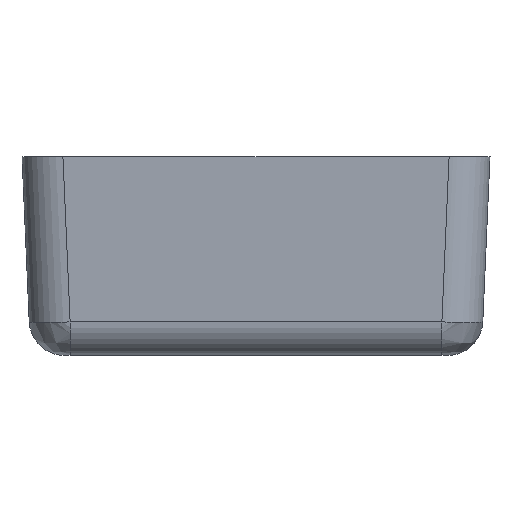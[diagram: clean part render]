
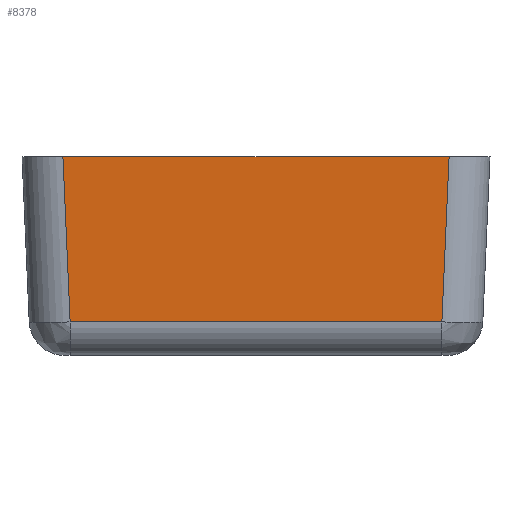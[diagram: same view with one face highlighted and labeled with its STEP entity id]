
A CAD part, left-side view. The second image highlights one B-rep face of the part: STEP entity #8378.
In plain terms, the highlighted planar face has unit normal (-0.999, 0, -0.044).
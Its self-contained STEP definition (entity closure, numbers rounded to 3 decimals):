
#8164 = VERTEX_POINT('',#8165);
#8165 = CARTESIAN_POINT('',(-34.96,-20.922,
    -14.131));
#8274 = VERTEX_POINT('',#8275);
#8275 = CARTESIAN_POINT('',(-34.96,10.85,
    -14.131));
#8291 = EDGE_CURVE('',#8164,#8274,#8292,.T.);
#8292 = LINE('',#8293,#8294);
#8293 = CARTESIAN_POINT('',(-34.96,4.964,
    -14.131));
#8294 = VECTOR('',#8295,1.);
#8295 = DIRECTION('',(0.,1.,0.));
#8378 = ADVANCED_FACE('',(#8379),#8404,.T.);
#8379 = FACE_BOUND('',#8380,.T.);
#8380 = EDGE_LOOP('',(#8381,#8382,#8390,#8398));
#8381 = ORIENTED_EDGE('',*,*,#8291,.F.);
#8382 = ORIENTED_EDGE('',*,*,#8383,.F.);
#8383 = EDGE_CURVE('',#8384,#8164,#8386,.T.);
#8384 = VERTEX_POINT('',#8385);
#8385 = CARTESIAN_POINT('',(-35.577,-21.539,0.));
#8386 = LINE('',#8387,#8388);
#8387 = CARTESIAN_POINT('',(-35.546,-21.508,
    -0.718));
#8388 = VECTOR('',#8389,1.);
#8389 = DIRECTION('',(0.044,0.044,
    -0.998));
#8390 = ORIENTED_EDGE('',*,*,#8391,.T.);
#8391 = EDGE_CURVE('',#8384,#8392,#8394,.T.);
#8392 = VERTEX_POINT('',#8393);
#8393 = CARTESIAN_POINT('',(-35.577,11.467,0.));
#8394 = LINE('',#8395,#8396);
#8395 = CARTESIAN_POINT('',(-35.577,-25.036,0.));
#8396 = VECTOR('',#8397,1.);
#8397 = DIRECTION('',(0.,1.,0.));
#8398 = ORIENTED_EDGE('',*,*,#8399,.F.);
#8399 = EDGE_CURVE('',#8274,#8392,#8400,.T.);
#8400 = LINE('',#8401,#8402);
#8401 = CARTESIAN_POINT('',(-35.508,11.398,
    -1.588));
#8402 = VECTOR('',#8403,1.);
#8403 = DIRECTION('',(-0.044,0.044,
    0.998));
#8404 = PLANE('',#8405);
#8405 = AXIS2_PLACEMENT_3D('',#8406,#8407,#8408);
#8406 = CARTESIAN_POINT('',(-35.577,14.964,0.));
#8407 = DIRECTION('',(-0.999,0.,
    -0.044));
#8408 = DIRECTION('',(0.,1.,0.));
